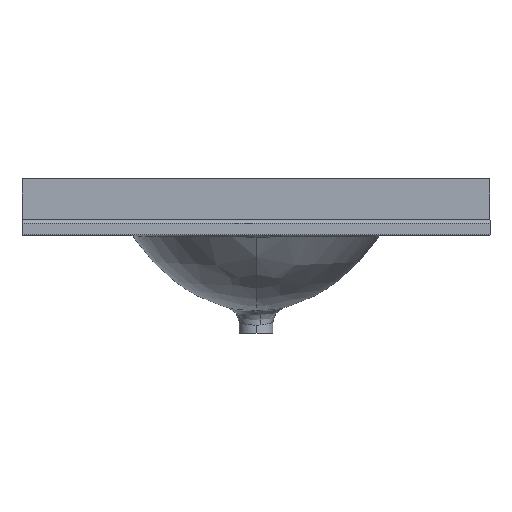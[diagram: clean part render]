
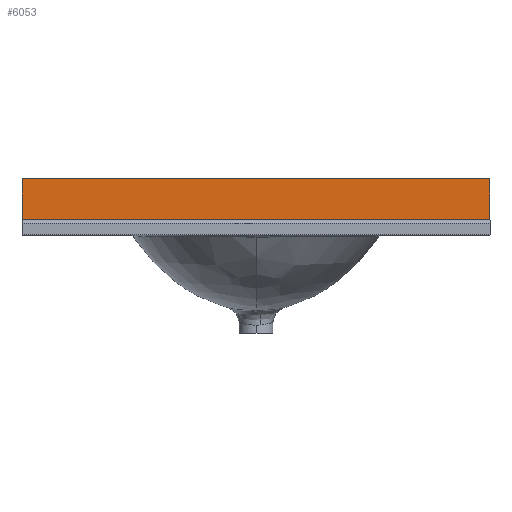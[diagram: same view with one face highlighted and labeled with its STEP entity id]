
A CAD part, top view. The second image highlights one B-rep face of the part: STEP entity #6053.
In plain terms, the highlighted planar face has unit normal (0, 0, 1).
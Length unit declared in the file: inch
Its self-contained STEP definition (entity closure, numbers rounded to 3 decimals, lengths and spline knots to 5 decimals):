
#7 = ORIENTED_EDGE ( 'NONE', *, *, #8107, .T. ) ;
#67 = CARTESIAN_POINT ( 'NONE',  ( -15.5, 3., -7.625 ) ) ;
#461 = AXIS2_PLACEMENT_3D ( 'NONE', #67, #4825, #7523 ) ;
#692 = ORIENTED_EDGE ( 'NONE', *, *, #2357, .F. ) ;
#740 = FACE_OUTER_BOUND ( 'NONE', #6312, .T. ) ;
#1000 = DIRECTION ( 'NONE',  ( 0., -1., 0. ) ) ;
#1390 = VERTEX_POINT ( 'NONE', #4631 ) ;
#1611 = VERTEX_POINT ( 'NONE', #3485 ) ;
#1619 = CARTESIAN_POINT ( 'NONE',  ( -15.5, 3., -7.625 ) ) ;
#1792 = CARTESIAN_POINT ( 'NONE',  ( 15.5, 0.3, -7.625 ) ) ;
#1900 = ORIENTED_EDGE ( 'NONE', *, *, #8538, .T. ) ;
#2132 = ORIENTED_EDGE ( 'NONE', *, *, #4043, .F. ) ;
#2357 = EDGE_CURVE ( 'NONE', #4611, #1390, #3170, .T. ) ;
#2725 = VECTOR ( 'NONE', #6407, 39.37008 ) ;
#3046 = CARTESIAN_POINT ( 'NONE',  ( -15.5, 3., -7.625 ) ) ;
#3170 = LINE ( 'NONE', #5848, #5850 ) ;
#3442 = PLANE ( 'NONE',  #461 ) ;
#3485 = CARTESIAN_POINT ( 'NONE',  ( -15.5, 0.3, -7.625 ) ) ;
#4043 = EDGE_CURVE ( 'NONE', #1390, #8460, #7674, .T. ) ;
#4137 = CARTESIAN_POINT ( 'NONE',  ( 15.5, 3., -7.625 ) ) ;
#4408 = LINE ( 'NONE', #1619, #5003 ) ;
#4611 = VERTEX_POINT ( 'NONE', #3046 ) ;
#4631 = CARTESIAN_POINT ( 'NONE',  ( 15.5, 3., -7.625 ) ) ;
#4825 = DIRECTION ( 'NONE',  ( 0., 0., -1. ) ) ;
#5003 = VECTOR ( 'NONE', #1000, 39.37008 ) ;
#5123 = LINE ( 'NONE', #7064, #2725 ) ;
#5848 = CARTESIAN_POINT ( 'NONE',  ( -15.5, 3., -7.625 ) ) ;
#5850 = VECTOR ( 'NONE', #7169, 39.37008 ) ;
#6053 = ADVANCED_FACE ( 'NONE', ( #740 ), #3442, .F. ) ;
#6101 = DIRECTION ( 'NONE',  ( 0., -1., 0. ) ) ;
#6312 = EDGE_LOOP ( 'NONE', ( #1900, #7, #2132, #692 ) ) ;
#6407 = DIRECTION ( 'NONE',  ( 1., 0., 0. ) ) ;
#7064 = CARTESIAN_POINT ( 'NONE',  ( -15.5, 0.3, -7.625 ) ) ;
#7169 = DIRECTION ( 'NONE',  ( 1., 0., 0. ) ) ;
#7523 = DIRECTION ( 'NONE',  ( -1., 0., 0. ) ) ;
#7674 = LINE ( 'NONE', #4137, #7845 ) ;
#7845 = VECTOR ( 'NONE', #6101, 39.37008 ) ;
#8107 = EDGE_CURVE ( 'NONE', #1611, #8460, #5123, .T. ) ;
#8460 = VERTEX_POINT ( 'NONE', #1792 ) ;
#8538 = EDGE_CURVE ( 'NONE', #4611, #1611, #4408, .T. ) ;
